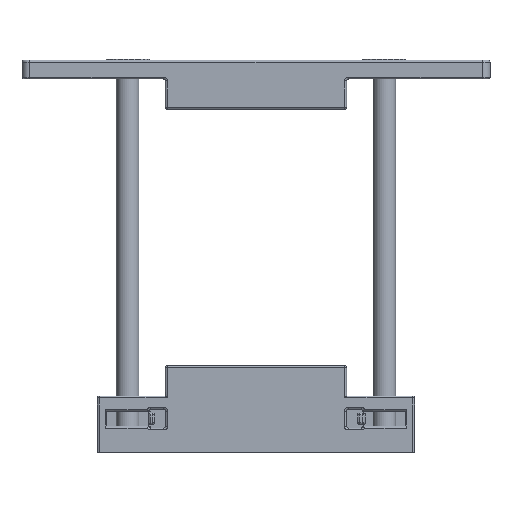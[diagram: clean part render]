
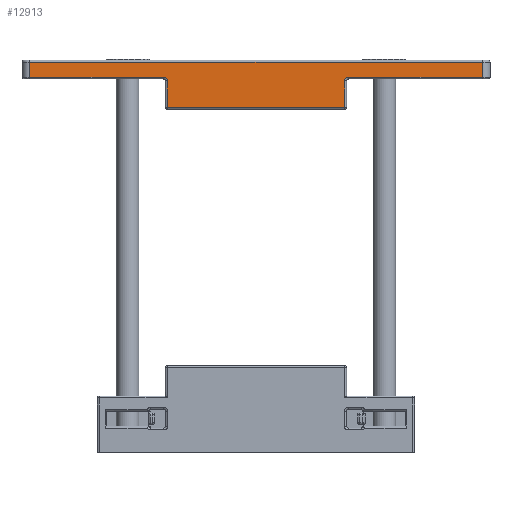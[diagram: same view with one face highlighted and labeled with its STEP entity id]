
A CAD part, front view. The second image highlights one B-rep face of the part: STEP entity #12913.
In plain terms, the highlighted planar face has unit normal (0, -1, 0).
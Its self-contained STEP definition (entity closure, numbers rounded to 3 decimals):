
#387 = AXIS2_PLACEMENT_3D ( 'NONE', #4753, #2324, #3648 ) ;
#413 = CARTESIAN_POINT ( 'NONE',  ( 18., -2.05, -1.75 ) ) ;
#554 = DIRECTION ( 'NONE',  ( 0., 0., 1. ) ) ;
#805 = ORIENTED_EDGE ( 'NONE', *, *, #2112, .T. ) ;
#837 = VERTEX_POINT ( 'NONE', #11424 ) ;
#1040 = AXIS2_PLACEMENT_3D ( 'NONE', #6081, #10367, #554 ) ;
#1510 = LINE ( 'NONE', #8759, #13570 ) ;
#1587 = CARTESIAN_POINT ( 'NONE',  ( 0.25, -2.05, -1.75 ) ) ;
#1611 = CIRCLE ( 'NONE', #387, 0.5 ) ;
#1667 = EDGE_CURVE ( 'NONE', #6853, #3578, #8147, .T. ) ;
#1842 = DIRECTION ( 'NONE',  ( 1., 0., 0. ) ) ;
#2112 = EDGE_CURVE ( 'NONE', #7044, #4480, #12401, .T. ) ;
#2324 = DIRECTION ( 'NONE',  ( 0., -1., 0. ) ) ;
#2715 = FACE_OUTER_BOUND ( 'NONE', #5715, .T. ) ;
#2737 = EDGE_CURVE ( 'NONE', #9499, #14094, #14134, .T. ) ;
#2776 = EDGE_CURVE ( 'NONE', #2983, #2948, #13315, .T. ) ;
#2831 = EDGE_CURVE ( 'NONE', #2983, #3578, #1611, .T. ) ;
#2948 = VERTEX_POINT ( 'NONE', #12270 ) ;
#2983 = VERTEX_POINT ( 'NONE', #4977 ) ;
#3102 = ORIENTED_EDGE ( 'NONE', *, *, #4943, .T. ) ;
#3451 = CARTESIAN_POINT ( 'NONE',  ( -42., -2.05, 0.25 ) ) ;
#3578 = VERTEX_POINT ( 'NONE', #13140 ) ;
#3628 = ORIENTED_EDGE ( 'NONE', *, *, #2776, .T. ) ;
#3648 = DIRECTION ( 'NONE',  ( 0., 0., 1. ) ) ;
#3701 = DIRECTION ( 'NONE',  ( 0., 0., 1. ) ) ;
#4361 = DIRECTION ( 'NONE',  ( 0., 0., 1. ) ) ;
#4375 = LINE ( 'NONE', #8554, #12813 ) ;
#4397 = DIRECTION ( 'NONE',  ( 0., 0., -1. ) ) ;
#4480 = VERTEX_POINT ( 'NONE', #7873 ) ;
#4753 = CARTESIAN_POINT ( 'NONE',  ( -24.25, -2.05, -2.25 ) ) ;
#4943 = EDGE_CURVE ( 'NONE', #2948, #837, #14159, .T. ) ;
#4977 = CARTESIAN_POINT ( 'NONE',  ( -23.75, -2.05, -2.25 ) ) ;
#5056 = EDGE_CURVE ( 'NONE', #4480, #6853, #4375, .T. ) ;
#5343 = DIRECTION ( 'NONE',  ( 1., 0., 0. ) ) ;
#5577 = CARTESIAN_POINT ( 'NONE',  ( -0.25, -2.05, -2.25 ) ) ;
#5585 = CARTESIAN_POINT ( 'NONE',  ( 0.25, -2.05, -2.25 ) ) ;
#5715 = EDGE_LOOP ( 'NONE', ( #14097, #11718, #14162, #805, #8740, #6001, #13152, #3628, #3102, #6653 ) ) ;
#5805 = CARTESIAN_POINT ( 'NONE',  ( -0.25, -2.05, 0. ) ) ;
#6001 = ORIENTED_EDGE ( 'NONE', *, *, #1667, .T. ) ;
#6081 = CARTESIAN_POINT ( 'NONE',  ( 0., -2.05, 0. ) ) ;
#6653 = ORIENTED_EDGE ( 'NONE', *, *, #11141, .T. ) ;
#6853 = VERTEX_POINT ( 'NONE', #11631 ) ;
#7044 = VERTEX_POINT ( 'NONE', #7512 ) ;
#7085 = EDGE_CURVE ( 'NONE', #7739, #7044, #1510, .T. ) ;
#7217 = CARTESIAN_POINT ( 'NONE',  ( 0., -2.05, -5.75 ) ) ;
#7512 = CARTESIAN_POINT ( 'NONE',  ( 18., -2.05, 0.25 ) ) ;
#7543 = VECTOR ( 'NONE', #3701, 1000. ) ;
#7546 = VECTOR ( 'NONE', #11205, 1000. ) ;
#7739 = VERTEX_POINT ( 'NONE', #413 ) ;
#7873 = CARTESIAN_POINT ( 'NONE',  ( -42., -2.05, 0.25 ) ) ;
#8147 = LINE ( 'NONE', #12568, #10719 ) ;
#8248 = EDGE_CURVE ( 'NONE', #9499, #7739, #13759, .T. ) ;
#8301 = VECTOR ( 'NONE', #4397, 1000. ) ;
#8554 = CARTESIAN_POINT ( 'NONE',  ( -42., -2.05, 0. ) ) ;
#8740 = ORIENTED_EDGE ( 'NONE', *, *, #5056, .T. ) ;
#8759 = CARTESIAN_POINT ( 'NONE',  ( 18., -2.05, 0. ) ) ;
#9499 = VERTEX_POINT ( 'NONE', #1587 ) ;
#9920 = DIRECTION ( 'NONE',  ( 0., 0., 1. ) ) ;
#10367 = DIRECTION ( 'NONE',  ( 0., 1., 0. ) ) ;
#10420 = DIRECTION ( 'NONE',  ( 1., 0., 0. ) ) ;
#10591 = VECTOR ( 'NONE', #1842, 1000. ) ;
#10719 = VECTOR ( 'NONE', #10420, 1000. ) ;
#11141 = EDGE_CURVE ( 'NONE', #837, #14094, #12564, .T. ) ;
#11205 = DIRECTION ( 'NONE',  ( -1., 0., 0. ) ) ;
#11424 = CARTESIAN_POINT ( 'NONE',  ( -0.25, -2.05, -5.75 ) ) ;
#11631 = CARTESIAN_POINT ( 'NONE',  ( -42., -2.05, -1.75 ) ) ;
#11718 = ORIENTED_EDGE ( 'NONE', *, *, #8248, .T. ) ;
#11920 = CARTESIAN_POINT ( 'NONE',  ( 0., -2.05, -1.75 ) ) ;
#12082 = CARTESIAN_POINT ( 'NONE',  ( -23.75, -2.05, 0. ) ) ;
#12115 = DIRECTION ( 'NONE',  ( 0., -1., 0. ) ) ;
#12270 = CARTESIAN_POINT ( 'NONE',  ( -23.75, -2.05, -5.75 ) ) ;
#12315 = AXIS2_PLACEMENT_3D ( 'NONE', #5585, #12115, #9920 ) ;
#12401 = LINE ( 'NONE', #3451, #7546 ) ;
#12564 = LINE ( 'NONE', #5805, #7543 ) ;
#12568 = CARTESIAN_POINT ( 'NONE',  ( 0., -2.05, -1.75 ) ) ;
#12644 = PLANE ( 'NONE',  #1040 ) ;
#12813 = VECTOR ( 'NONE', #14005, 1000. ) ;
#12913 = ADVANCED_FACE ( 'NONE', ( #2715 ), #12644, .F. ) ;
#13140 = CARTESIAN_POINT ( 'NONE',  ( -24.25, -2.05, -1.75 ) ) ;
#13152 = ORIENTED_EDGE ( 'NONE', *, *, #2831, .F. ) ;
#13315 = LINE ( 'NONE', #12082, #8301 ) ;
#13570 = VECTOR ( 'NONE', #4361, 1000. ) ;
#13759 = LINE ( 'NONE', #11920, #13906 ) ;
#13906 = VECTOR ( 'NONE', #5343, 1000. ) ;
#14005 = DIRECTION ( 'NONE',  ( 0., 0., -1. ) ) ;
#14094 = VERTEX_POINT ( 'NONE', #5577 ) ;
#14097 = ORIENTED_EDGE ( 'NONE', *, *, #2737, .F. ) ;
#14134 = CIRCLE ( 'NONE', #12315, 0.5 ) ;
#14159 = LINE ( 'NONE', #7217, #10591 ) ;
#14162 = ORIENTED_EDGE ( 'NONE', *, *, #7085, .T. ) ;
